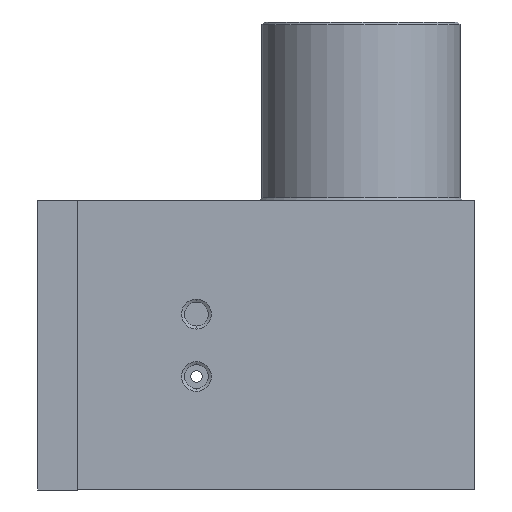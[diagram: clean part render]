
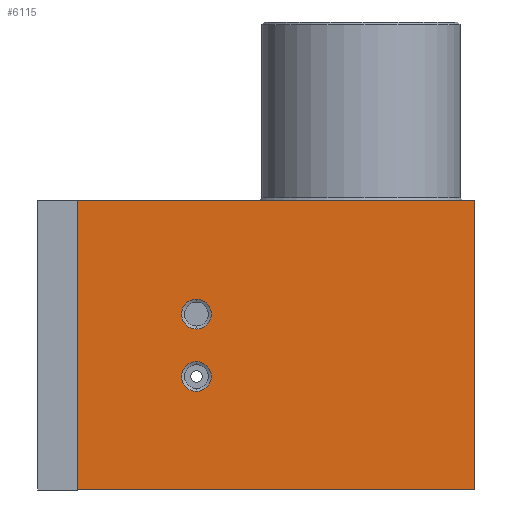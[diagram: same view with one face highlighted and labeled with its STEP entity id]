
A CAD part, left-side view. The second image highlights one B-rep face of the part: STEP entity #6115.
In plain terms, the highlighted planar face has unit normal (-1, 0, 0).
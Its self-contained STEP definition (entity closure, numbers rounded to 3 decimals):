
#231 = EDGE_CURVE ( 'NONE', #5684, #5662, #2778, .T. ) ;
#384 = EDGE_CURVE ( 'NONE', #5334, #5363, #2639, .T. ) ;
#920 = AXIS2_PLACEMENT_3D ( 'NONE', #5906, #5905, #5904 ) ;
#944 = EDGE_CURVE ( 'NONE', #5607, #5363, #2442, .T. ) ;
#1064 = EDGE_CURVE ( 'NONE', #5731, #5607, #2410, .T. ) ;
#1150 = AXIS2_PLACEMENT_3D ( 'NONE', #4130, #4129, #4128 ) ;
#1151 = AXIS2_PLACEMENT_3D ( 'NONE', #4151, #4149, #4148 ) ;
#1157 = AXIS2_PLACEMENT_3D ( 'NONE', #4047, #4046, #4045 ) ;
#1229 = EDGE_CURVE ( 'NONE', #5365, #5337, #2306, .T. ) ;
#1233 = EDGE_CURVE ( 'NONE', #5662, #5684, #2303, .T. ) ;
#1282 = AXIS2_PLACEMENT_3D ( 'NONE', #4940, #4953, #4942 ) ;
#1293 = EDGE_CURVE ( 'NONE', #5731, #5334, #2266, .T. ) ;
#1337 = EDGE_CURVE ( 'NONE', #5337, #5365, #2279, .T. ) ;
#2263 = VECTOR ( 'NONE', #4059, 1000. ) ;
#2266 = LINE ( 'NONE', #4060, #2263 ) ;
#2279 = CIRCLE ( 'NONE', #1157, 2.625 ) ;
#2303 = CIRCLE ( 'NONE', #1150, 2.625 ) ;
#2306 = CIRCLE ( 'NONE', #1151, 2.625 ) ;
#2404 = VECTOR ( 'NONE', #4374, 1000. ) ;
#2410 = LINE ( 'NONE', #4380, #2404 ) ;
#2441 = VECTOR ( 'NONE', #4278, 1000. ) ;
#2442 = LINE ( 'NONE', #4222, #2441 ) ;
#2637 = VECTOR ( 'NONE', #4800, 1000. ) ;
#2639 = LINE ( 'NONE', #4782, #2637 ) ;
#2778 = CIRCLE ( 'NONE', #1282, 2.625 ) ;
#2993 = ORIENTED_EDGE ( 'NONE', *, *, #1233, .T. ) ;
#2995 = ORIENTED_EDGE ( 'NONE', *, *, #231, .T. ) ;
#2996 = ORIENTED_EDGE ( 'NONE', *, *, #1229, .T. ) ;
#2997 = ORIENTED_EDGE ( 'NONE', *, *, #1337, .T. ) ;
#2998 = ORIENTED_EDGE ( 'NONE', *, *, #944, .T. ) ;
#2999 = ORIENTED_EDGE ( 'NONE', *, *, #384, .F. ) ;
#3000 = ORIENTED_EDGE ( 'NONE', *, *, #1293, .F. ) ;
#3001 = ORIENTED_EDGE ( 'NONE', *, *, #1064, .T. ) ;
#3566 = FACE_BOUND ( 'NONE', #5506, .T. ) ;
#3615 = FACE_OUTER_BOUND ( 'NONE', #5224, .T. ) ;
#3621 = FACE_BOUND ( 'NONE', #5240, .T. ) ;
#4045 = DIRECTION ( 'NONE',  ( 0., 0., -1. ) ) ;
#4046 = DIRECTION ( 'NONE',  ( 1., 0., 0. ) ) ;
#4047 = CARTESIAN_POINT ( 'NONE',  ( -65.667, 28.193, -21.25 ) ) ;
#4059 = DIRECTION ( 'NONE',  ( 0., -1., 0. ) ) ;
#4060 = CARTESIAN_POINT ( 'NONE',  ( -65.667, -20.807, 9.75 ) ) ;
#4128 = DIRECTION ( 'NONE',  ( 0., 0., -1. ) ) ;
#4129 = DIRECTION ( 'NONE',  ( 1., 0., 0. ) ) ;
#4130 = CARTESIAN_POINT ( 'NONE',  ( -65.667, 28.193, -10.25 ) ) ;
#4148 = DIRECTION ( 'NONE',  ( 0., 0., -1. ) ) ;
#4149 = DIRECTION ( 'NONE',  ( 1., 0., 0. ) ) ;
#4151 = CARTESIAN_POINT ( 'NONE',  ( -65.667, 28.193, -21.25 ) ) ;
#4222 = CARTESIAN_POINT ( 'NONE',  ( -65.667, -20.807, -41.25 ) ) ;
#4278 = DIRECTION ( 'NONE',  ( 0., -1., 0. ) ) ;
#4374 = DIRECTION ( 'NONE',  ( 0., 0., -1. ) ) ;
#4380 = CARTESIAN_POINT ( 'NONE',  ( -65.667, 49.193, 9.75 ) ) ;
#4782 = CARTESIAN_POINT ( 'NONE',  ( -65.667, -20.807, 9.75 ) ) ;
#4800 = DIRECTION ( 'NONE',  ( 0., 0., -1. ) ) ;
#4940 = CARTESIAN_POINT ( 'NONE',  ( -65.667, 28.193, -10.25 ) ) ;
#4942 = DIRECTION ( 'NONE',  ( 0., 0., -1. ) ) ;
#4953 = DIRECTION ( 'NONE',  ( 1., 0., 0. ) ) ;
#5224 = EDGE_LOOP ( 'NONE', ( #2998, #2999, #3000, #3001 ) ) ;
#5240 = EDGE_LOOP ( 'NONE', ( #2996, #2997 ) ) ;
#5334 = VERTEX_POINT ( 'NONE', #6272 ) ;
#5337 = VERTEX_POINT ( 'NONE', #6269 ) ;
#5363 = VERTEX_POINT ( 'NONE', #6452 ) ;
#5365 = VERTEX_POINT ( 'NONE', #6518 ) ;
#5506 = EDGE_LOOP ( 'NONE', ( #2993, #2995 ) ) ;
#5607 = VERTEX_POINT ( 'NONE', #6743 ) ;
#5662 = VERTEX_POINT ( 'NONE', #6702 ) ;
#5684 = VERTEX_POINT ( 'NONE', #6684 ) ;
#5731 = VERTEX_POINT ( 'NONE', #6646 ) ;
#5904 = DIRECTION ( 'NONE',  ( 0., 0., -1. ) ) ;
#5905 = DIRECTION ( 'NONE',  ( 1., 0., 0. ) ) ;
#5906 = CARTESIAN_POINT ( 'NONE',  ( -65.667, -20.807, 9.75 ) ) ;
#5912 = PLANE ( 'NONE',  #920 ) ;
#6115 = ADVANCED_FACE ( 'NONE', ( #3566, #3621, #3615 ), #5912, .F. ) ;
#6269 = CARTESIAN_POINT ( 'NONE',  ( -65.667, 28.193, -23.875 ) ) ;
#6272 = CARTESIAN_POINT ( 'NONE',  ( -65.667, -20.807, 9.75 ) ) ;
#6452 = CARTESIAN_POINT ( 'NONE',  ( -65.667, -20.807, -41.25 ) ) ;
#6518 = CARTESIAN_POINT ( 'NONE',  ( -65.667, 28.193, -18.625 ) ) ;
#6646 = CARTESIAN_POINT ( 'NONE',  ( -65.667, 49.193, 9.75 ) ) ;
#6684 = CARTESIAN_POINT ( 'NONE',  ( -65.667, 28.193, -12.875 ) ) ;
#6702 = CARTESIAN_POINT ( 'NONE',  ( -65.667, 28.193, -7.625 ) ) ;
#6743 = CARTESIAN_POINT ( 'NONE',  ( -65.667, 49.193, -41.25 ) ) ;
